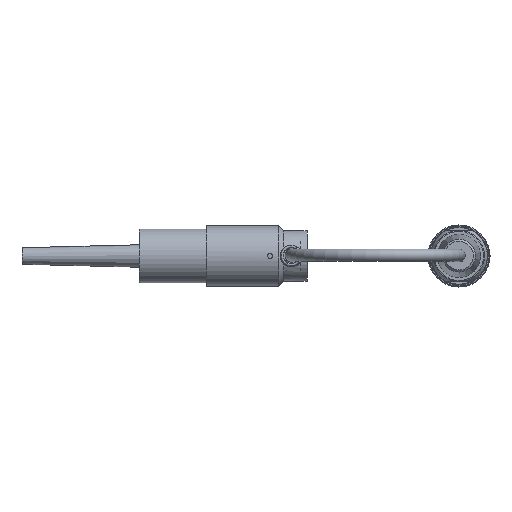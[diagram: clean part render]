
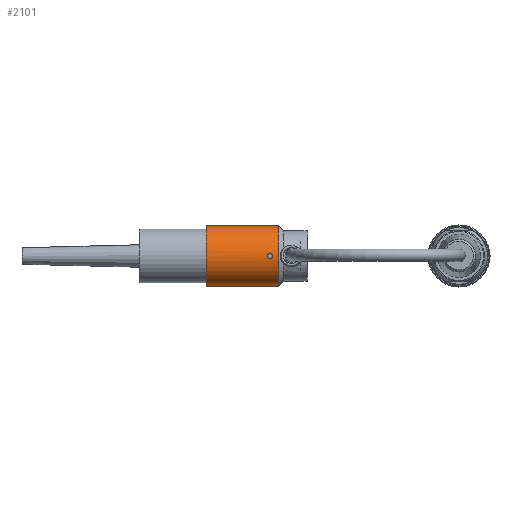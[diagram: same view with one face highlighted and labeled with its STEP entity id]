
A CAD part, top view. The second image highlights one B-rep face of the part: STEP entity #2101.
In plain terms, the highlighted cylindrical face has radius 9 mm (diameter 18 mm), a full revolution.
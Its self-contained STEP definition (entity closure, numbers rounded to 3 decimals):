
#294=FACE_BOUND('',#750,.T.);
#295=FACE_BOUND('',#751,.T.);
#296=FACE_BOUND('',#752,.T.);
#351=CYLINDRICAL_SURFACE('',#2366,9.);
#554=FACE_OUTER_BOUND('',#749,.T.);
#749=EDGE_LOOP('',(#1785));
#750=EDGE_LOOP('',(#1786));
#751=EDGE_LOOP('',(#1787));
#752=EDGE_LOOP('',(#1788));
#805=B_SPLINE_CURVE_WITH_KNOTS('',3,(#8053,#8054,#8055,#8056,#8057,#8058,
#8059,#8060,#8061,#8062,#8063,#8064,#8065,#8066,#8067,#8068,#8069,#8070,
#8071,#8072,#8073,#8074,#8075,#8076,#8077,#8078,#8079,#8080,#8081,#8082,
#8083,#8084,#8085,#8086),.UNSPECIFIED.,.T.,.F.,(4,2,2,2,2,2,2,2,2,2,2,2,
2,2,2,2,4),(0.,0.028,0.057,0.085,
0.113,0.141,0.17,0.198,
0.226,0.254,0.283,0.311,
0.339,0.367,0.396,0.424,
0.452),.UNSPECIFIED.);
#806=B_SPLINE_CURVE_WITH_KNOTS('',3,(#8089,#8090,#8091,#8092,#8093,#8094,
#8095,#8096,#8097,#8098,#8099,#8100,#8101,#8102,#8103,#8104,#8105,#8106,
#8107,#8108,#8109,#8110,#8111,#8112,#8113,#8114,#8115,#8116,#8117,#8118,
#8119,#8120,#8121,#8122),.UNSPECIFIED.,.T.,.F.,(4,2,2,2,2,2,2,2,2,2,2,2,
2,2,2,2,4),(0.,0.028,0.057,0.085,
0.113,0.141,0.17,0.198,
0.226,0.254,0.283,0.311,
0.339,0.367,0.396,0.424,
0.452),.UNSPECIFIED.);
#913=CIRCLE('',#2365,9.);
#914=CIRCLE('',#2367,9.);
#1091=VERTEX_POINT('',#8052);
#1092=VERTEX_POINT('',#8088);
#1094=VERTEX_POINT('',#8159);
#1095=VERTEX_POINT('',#8162);
#1331=EDGE_CURVE('',#1091,#1091,#805,.T.);
#1332=EDGE_CURVE('',#1092,#1092,#806,.T.);
#1334=EDGE_CURVE('',#1094,#1094,#913,.T.);
#1335=EDGE_CURVE('',#1095,#1095,#914,.T.);
#1785=ORIENTED_EDGE('',*,*,#1335,.F.);
#1786=ORIENTED_EDGE('',*,*,#1332,.T.);
#1787=ORIENTED_EDGE('',*,*,#1331,.T.);
#1788=ORIENTED_EDGE('',*,*,#1334,.F.);
#2101=ADVANCED_FACE('',(#554,#294,#295,#296),#351,.T.);
#2365=AXIS2_PLACEMENT_3D('',#8160,#2938,#2939);
#2366=AXIS2_PLACEMENT_3D('',#8161,#2940,#2941);
#2367=AXIS2_PLACEMENT_3D('',#8163,#2942,#2943);
#2938=DIRECTION('center_axis',(1.,0.,0.));
#2939=DIRECTION('ref_axis',(0.,0.,1.));
#2940=DIRECTION('center_axis',(-1.,0.,0.));
#2941=DIRECTION('ref_axis',(0.,0.,-1.));
#2942=DIRECTION('center_axis',(-1.,0.,0.));
#2943=DIRECTION('ref_axis',(0.,1.,0.));
#8052=CARTESIAN_POINT('',(-11.,-0.75,8.969));
#8053=CARTESIAN_POINT('Ctrl Pts',(-11.,-0.75,
8.969));
#8054=CARTESIAN_POINT('Ctrl Pts',(-11.094,-0.75,
8.969));
#8055=CARTESIAN_POINT('Ctrl Pts',(-11.195,-0.731,
8.97));
#8056=CARTESIAN_POINT('Ctrl Pts',(-11.379,-0.655,
8.976));
#8057=CARTESIAN_POINT('Ctrl Pts',(-11.464,-0.597,
8.98));
#8058=CARTESIAN_POINT('Ctrl Pts',(-11.597,-0.464,8.988));
#8059=CARTESIAN_POINT('Ctrl Pts',(-11.655,-0.379,
8.992));
#8060=CARTESIAN_POINT('Ctrl Pts',(-11.731,-0.195,
8.998));
#8061=CARTESIAN_POINT('Ctrl Pts',(-11.75,-0.094,
9.));
#8062=CARTESIAN_POINT('Ctrl Pts',(-11.75,0.094,
9.));
#8063=CARTESIAN_POINT('Ctrl Pts',(-11.731,0.195,8.998));
#8064=CARTESIAN_POINT('Ctrl Pts',(-11.655,0.379,8.992));
#8065=CARTESIAN_POINT('Ctrl Pts',(-11.597,0.464,8.988));
#8066=CARTESIAN_POINT('Ctrl Pts',(-11.464,0.597,8.98));
#8067=CARTESIAN_POINT('Ctrl Pts',(-11.379,0.655,8.976));
#8068=CARTESIAN_POINT('Ctrl Pts',(-11.195,0.731,8.97));
#8069=CARTESIAN_POINT('Ctrl Pts',(-11.094,0.75,8.969));
#8070=CARTESIAN_POINT('Ctrl Pts',(-10.906,0.75,8.969));
#8071=CARTESIAN_POINT('Ctrl Pts',(-10.805,0.731,8.97));
#8072=CARTESIAN_POINT('Ctrl Pts',(-10.621,0.655,8.976));
#8073=CARTESIAN_POINT('Ctrl Pts',(-10.536,0.597,8.98));
#8074=CARTESIAN_POINT('Ctrl Pts',(-10.403,0.464,8.988));
#8075=CARTESIAN_POINT('Ctrl Pts',(-10.345,0.379,8.992));
#8076=CARTESIAN_POINT('Ctrl Pts',(-10.269,0.195,8.998));
#8077=CARTESIAN_POINT('Ctrl Pts',(-10.25,0.094,
9.));
#8078=CARTESIAN_POINT('Ctrl Pts',(-10.25,-0.094,
9.));
#8079=CARTESIAN_POINT('Ctrl Pts',(-10.269,-0.195,
8.998));
#8080=CARTESIAN_POINT('Ctrl Pts',(-10.345,-0.379,
8.992));
#8081=CARTESIAN_POINT('Ctrl Pts',(-10.403,-0.464,
8.988));
#8082=CARTESIAN_POINT('Ctrl Pts',(-10.536,-0.597,
8.98));
#8083=CARTESIAN_POINT('Ctrl Pts',(-10.621,-0.655,8.976));
#8084=CARTESIAN_POINT('Ctrl Pts',(-10.805,-0.731,8.97));
#8085=CARTESIAN_POINT('Ctrl Pts',(-10.906,-0.75,8.969));
#8086=CARTESIAN_POINT('Ctrl Pts',(-11.,-0.75,
8.969));
#8088=CARTESIAN_POINT('',(-11.,-0.75,-8.969));
#8089=CARTESIAN_POINT('Ctrl Pts',(-11.,-0.75,-8.969));
#8090=CARTESIAN_POINT('Ctrl Pts',(-10.906,-0.75,
-8.969));
#8091=CARTESIAN_POINT('Ctrl Pts',(-10.805,-0.731,-8.97));
#8092=CARTESIAN_POINT('Ctrl Pts',(-10.621,-0.655,
-8.976));
#8093=CARTESIAN_POINT('Ctrl Pts',(-10.536,-0.597,
-8.98));
#8094=CARTESIAN_POINT('Ctrl Pts',(-10.403,-0.464,
-8.988));
#8095=CARTESIAN_POINT('Ctrl Pts',(-10.345,-0.379,
-8.992));
#8096=CARTESIAN_POINT('Ctrl Pts',(-10.269,-0.195,
-8.998));
#8097=CARTESIAN_POINT('Ctrl Pts',(-10.25,-0.094,
-9.));
#8098=CARTESIAN_POINT('Ctrl Pts',(-10.25,0.094,
-9.));
#8099=CARTESIAN_POINT('Ctrl Pts',(-10.269,0.195,-8.998));
#8100=CARTESIAN_POINT('Ctrl Pts',(-10.345,0.379,-8.992));
#8101=CARTESIAN_POINT('Ctrl Pts',(-10.403,0.464,-8.988));
#8102=CARTESIAN_POINT('Ctrl Pts',(-10.536,0.597,-8.98));
#8103=CARTESIAN_POINT('Ctrl Pts',(-10.621,0.655,-8.976));
#8104=CARTESIAN_POINT('Ctrl Pts',(-10.805,0.731,-8.97));
#8105=CARTESIAN_POINT('Ctrl Pts',(-10.906,0.75,-8.969));
#8106=CARTESIAN_POINT('Ctrl Pts',(-11.094,0.75,-8.969));
#8107=CARTESIAN_POINT('Ctrl Pts',(-11.195,0.731,-8.97));
#8108=CARTESIAN_POINT('Ctrl Pts',(-11.379,0.655,-8.976));
#8109=CARTESIAN_POINT('Ctrl Pts',(-11.464,0.597,-8.98));
#8110=CARTESIAN_POINT('Ctrl Pts',(-11.597,0.464,-8.988));
#8111=CARTESIAN_POINT('Ctrl Pts',(-11.655,0.379,-8.992));
#8112=CARTESIAN_POINT('Ctrl Pts',(-11.731,0.195,-8.998));
#8113=CARTESIAN_POINT('Ctrl Pts',(-11.75,0.094,
-9.));
#8114=CARTESIAN_POINT('Ctrl Pts',(-11.75,-0.094,
-9.));
#8115=CARTESIAN_POINT('Ctrl Pts',(-11.731,-0.195,
-8.998));
#8116=CARTESIAN_POINT('Ctrl Pts',(-11.655,-0.379,
-8.992));
#8117=CARTESIAN_POINT('Ctrl Pts',(-11.597,-0.464,-8.988));
#8118=CARTESIAN_POINT('Ctrl Pts',(-11.464,-0.597,
-8.98));
#8119=CARTESIAN_POINT('Ctrl Pts',(-11.379,-0.655,-8.976));
#8120=CARTESIAN_POINT('Ctrl Pts',(-11.195,-0.731,
-8.97));
#8121=CARTESIAN_POINT('Ctrl Pts',(-11.094,-0.75,-8.969));
#8122=CARTESIAN_POINT('Ctrl Pts',(-11.,-0.75,-8.969));
#8159=CARTESIAN_POINT('',(-8.5,0.,-9.));
#8160=CARTESIAN_POINT('Origin',(-8.5,0.,
0.));
#8161=CARTESIAN_POINT('Origin',(-18.5,0.,
0.));
#8162=CARTESIAN_POINT('',(-30.,0.,-9.));
#8163=CARTESIAN_POINT('Origin',(-30.,0.,0.));
